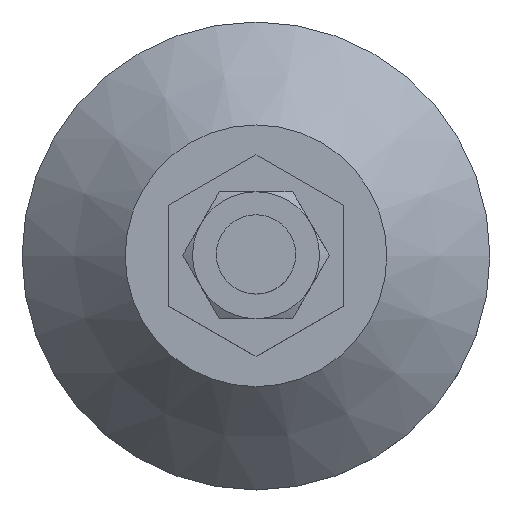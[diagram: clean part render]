
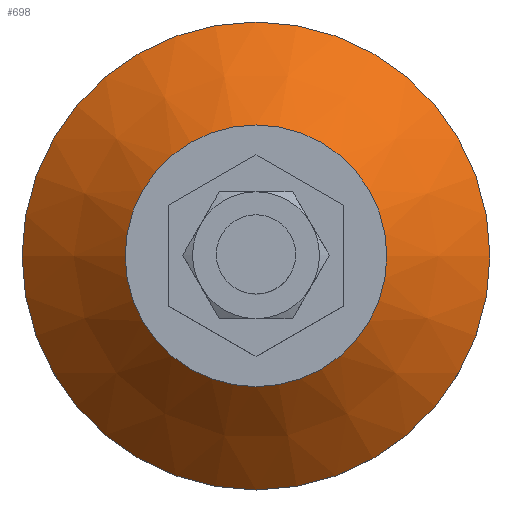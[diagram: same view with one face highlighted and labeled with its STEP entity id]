
A CAD part, top view. The second image highlights one B-rep face of the part: STEP entity #698.
In plain terms, the highlighted conical face has half-angle 45 degrees and reference radius 16.5 mm.
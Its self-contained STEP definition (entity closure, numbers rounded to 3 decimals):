
#698=ADVANCED_FACE('',(#777,#778),#779,.T.);
#777=FACE_OUTER_BOUND('',#861,.T.);
#778=FACE_BOUND('',#862,.T.);
#779=CONICAL_SURFACE('',#863,16.5,0.785);
#861=EDGE_LOOP('',(#1102));
#862=EDGE_LOOP('',(#1103));
#863=AXIS2_PLACEMENT_3D('',#1104,#1105,#1106);
#1102=ORIENTED_EDGE('',*,*,#1187,.F.);
#1103=ORIENTED_EDGE('',*,*,#1186,.T.);
#1104=CARTESIAN_POINT('',(0.,0.0,18.0));
#1105=DIRECTION('',(0.,0.0,-1.0));
#1106=DIRECTION('',(-1.0,0.0,0.));
#1186=EDGE_CURVE('',#1297,#1297,#1298,.T.);
#1187=EDGE_CURVE('',#1299,#1299,#1300,.T.);
#1297=VERTEX_POINT('',#1579);
#1298=CIRCLE('',#1580,16.5);
#1299=VERTEX_POINT('',#1581);
#1300=CIRCLE('',#1582,29.5);
#1579=CARTESIAN_POINT('',(-16.5,0.0,18.0));
#1580=AXIS2_PLACEMENT_3D('',#1663,#1664,#1665);
#1581=CARTESIAN_POINT('',(-29.5,0.0,5.0));
#1582=AXIS2_PLACEMENT_3D('',#1666,#1667,#1668);
#1663=CARTESIAN_POINT('',(0.,0.0,18.0));
#1664=DIRECTION('',(0.,0.0,-1.0));
#1665=DIRECTION('',(-1.0,0.0,0.));
#1666=CARTESIAN_POINT('',(0.,0.0,5.0));
#1667=DIRECTION('',(0.,0.0,-1.0));
#1668=DIRECTION('',(-1.0,0.0,0.));
